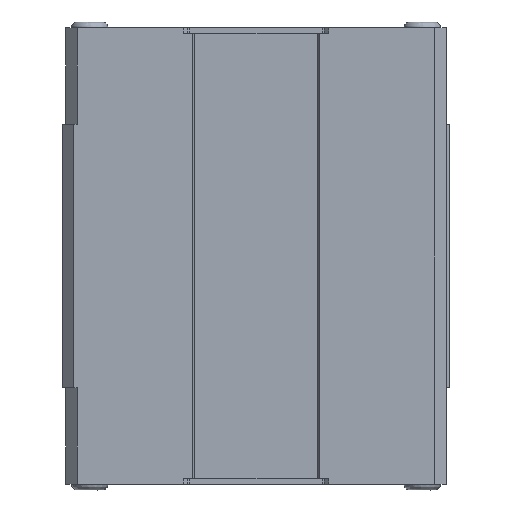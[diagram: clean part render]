
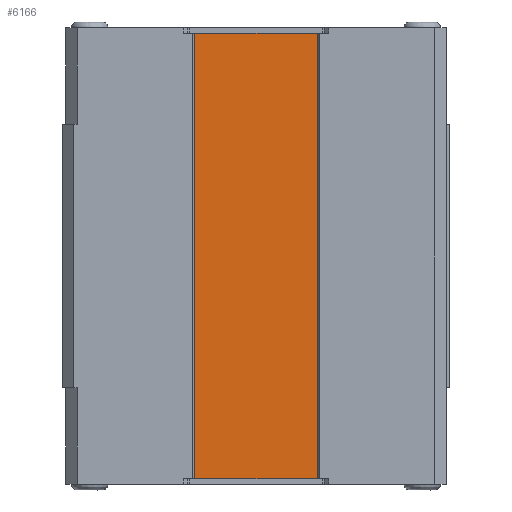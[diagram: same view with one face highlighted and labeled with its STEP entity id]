
A CAD part, front view. The second image highlights one B-rep face of the part: STEP entity #6166.
In plain terms, the highlighted planar face has unit normal (0, -1, 0).
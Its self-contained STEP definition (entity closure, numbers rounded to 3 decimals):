
#5942 = VERTEX_POINT ( 'NONE', #13586 ) ;
#6010 = VERTEX_POINT ( 'NONE', #13712 ) ;
#6012 = EDGE_CURVE ( 'NONE', #5942, #6010, #13711, .T. ) ;
#6017 = VERTEX_POINT ( 'NONE', #13696 ) ;
#6045 = EDGE_CURVE ( 'NONE', #6110, #6017, #13762, .T. ) ;
#6110 = VERTEX_POINT ( 'NONE', #13902 ) ;
#6166 = ADVANCED_FACE ( 'NONE', ( #13951 ), #13950, .T. ) ;
#6167 = EDGE_LOOP ( 'NONE', ( #6168, #6170, #6171, #6173 ) ) ;
#6168 = ORIENTED_EDGE ( 'NONE', *, *, #6169, .T. ) ;
#6169 = EDGE_CURVE ( 'NONE', #6010, #6110, #13945, .T. ) ;
#6170 = ORIENTED_EDGE ( 'NONE', *, *, #6045, .T. ) ;
#6171 = ORIENTED_EDGE ( 'NONE', *, *, #6172, .F. ) ;
#6172 = EDGE_CURVE ( 'NONE', #5942, #6017, #13941, .T. ) ;
#6173 = ORIENTED_EDGE ( 'NONE', *, *, #6012, .T. ) ;
#13586 = CARTESIAN_POINT ( 'NONE',  ( 5.831, -11.57, -8. ) ) ;
#13696 = CARTESIAN_POINT ( 'NONE',  ( -5.831, -11.57, -8. ) ) ;
#13708 = DIRECTION ( 'NONE',  ( 0., 0., 1. ) ) ;
#13709 = VECTOR ( 'NONE', #13708, 1000. ) ;
#13710 = CARTESIAN_POINT ( 'NONE',  ( 5.831, -11.57, -8. ) ) ;
#13711 = LINE ( 'NONE', #13710, #13709 ) ;
#13712 = CARTESIAN_POINT ( 'NONE',  ( 5.831, -11.57, 31.1 ) ) ;
#13759 = DIRECTION ( 'NONE',  ( 0., 0., -1. ) ) ;
#13760 = VECTOR ( 'NONE', #13759, 1000. ) ;
#13761 = CARTESIAN_POINT ( 'NONE',  ( -5.831, -11.57, -8. ) ) ;
#13762 = LINE ( 'NONE', #13761, #13760 ) ;
#13902 = CARTESIAN_POINT ( 'NONE',  ( -5.831, -11.57, 31.1 ) ) ;
#13941 = LINE ( 'NONE', #14002, #14001 ) ;
#13942 = DIRECTION ( 'NONE',  ( -1., 0., 0. ) ) ;
#13943 = VECTOR ( 'NONE', #13942, 1000. ) ;
#13944 = CARTESIAN_POINT ( 'NONE',  ( 0., -11.57, 31.1 ) ) ;
#13945 = LINE ( 'NONE', #13944, #13943 ) ;
#13946 = DIRECTION ( 'NONE',  ( 0., 0., -1. ) ) ;
#13947 = DIRECTION ( 'NONE',  ( 0., -1., 0. ) ) ;
#13948 = CARTESIAN_POINT ( 'NONE',  ( 5.831, -11.57, -8. ) ) ;
#13949 = AXIS2_PLACEMENT_3D ( 'NONE', #13948, #13947, #13946 ) ;
#13950 = PLANE ( 'NONE',  #13949 ) ;
#13951 = FACE_OUTER_BOUND ( 'NONE', #6167, .T. ) ;
#14000 = DIRECTION ( 'NONE',  ( -1., 0., 0. ) ) ;
#14001 = VECTOR ( 'NONE', #14000, 1000. ) ;
#14002 = CARTESIAN_POINT ( 'NONE',  ( 0., -11.57, -8. ) ) ;
